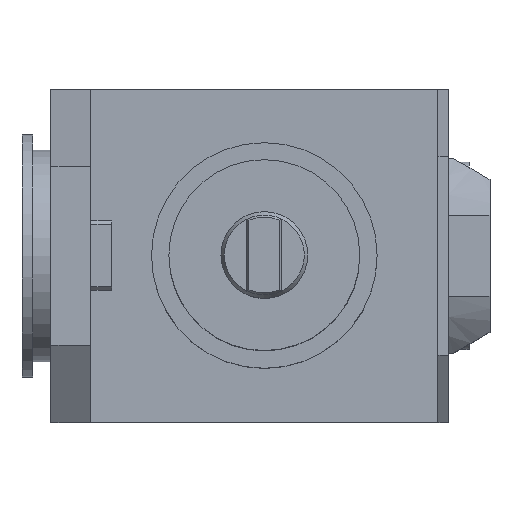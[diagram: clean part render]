
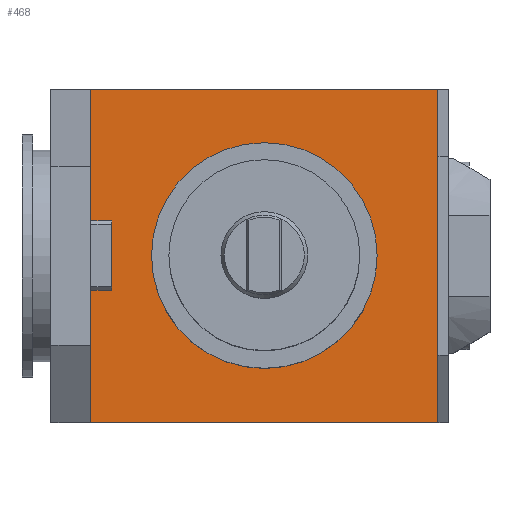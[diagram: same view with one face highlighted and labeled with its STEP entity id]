
A CAD part, top view. The second image highlights one B-rep face of the part: STEP entity #468.
In plain terms, the highlighted planar face has unit normal (0, 0, 1).
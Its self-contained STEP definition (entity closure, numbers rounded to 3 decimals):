
#130=LINE('',#2633,#257);
#149=LINE('',#2707,#276);
#153=LINE('',#2716,#280);
#154=LINE('',#2719,#281);
#155=LINE('',#2721,#282);
#156=LINE('',#2723,#283);
#157=LINE('',#2724,#284);
#158=LINE('',#2726,#285);
#257=VECTOR('',#2097,1.);
#276=VECTOR('',#2184,1.);
#280=VECTOR('',#2194,1.);
#281=VECTOR('',#2195,1.);
#282=VECTOR('',#2196,1.);
#283=VECTOR('',#2197,1.);
#284=VECTOR('',#2198,1.);
#285=VECTOR('',#2199,1.);
#468=ADVANCED_FACE('',(#616,#617),#551,.F.);
#551=PLANE('',#1803);
#616=FACE_BOUND('',#715,.T.);
#617=FACE_BOUND('',#716,.T.);
#715=EDGE_LOOP('',(#1011));
#716=EDGE_LOOP('',(#1012,#1013,#1014,#1015,#1016,#1017,#1018,#1019));
#1011=ORIENTED_EDGE('',*,*,#1513,.T.);
#1012=ORIENTED_EDGE('',*,*,#1514,.F.);
#1013=ORIENTED_EDGE('',*,*,#1515,.T.);
#1014=ORIENTED_EDGE('',*,*,#1516,.F.);
#1015=ORIENTED_EDGE('',*,*,#1517,.F.);
#1016=ORIENTED_EDGE('',*,*,#1509,.T.);
#1017=ORIENTED_EDGE('',*,*,#1476,.T.);
#1018=ORIENTED_EDGE('',*,*,#1518,.F.);
#1019=ORIENTED_EDGE('',*,*,#1519,.T.);
#1303=VERTEX_POINT('',#2632);
#1304=VERTEX_POINT('',#2634);
#1325=VERTEX_POINT('',#2708);
#1326=VERTEX_POINT('',#2715);
#1327=VERTEX_POINT('',#2717);
#1328=VERTEX_POINT('',#2718);
#1329=VERTEX_POINT('',#2720);
#1330=VERTEX_POINT('',#2722);
#1331=VERTEX_POINT('',#2725);
#1476=EDGE_CURVE('',#1304,#1303,#130,.T.);
#1509=EDGE_CURVE('',#1325,#1304,#149,.T.);
#1513=EDGE_CURVE('',#1326,#1326,#1643,.T.);
#1514=EDGE_CURVE('',#1327,#1328,#153,.T.);
#1515=EDGE_CURVE('',#1327,#1329,#154,.T.);
#1516=EDGE_CURVE('',#1330,#1329,#155,.T.);
#1517=EDGE_CURVE('',#1325,#1330,#156,.T.);
#1518=EDGE_CURVE('',#1331,#1303,#157,.T.);
#1519=EDGE_CURVE('',#1331,#1328,#158,.T.);
#1643=CIRCLE('',#1802,32.5);
#1802=AXIS2_PLACEMENT_3D('',#2714,#2192,#2193);
#1803=AXIS2_PLACEMENT_3D('',#2727,#2200,#2201);
#2097=DIRECTION('',(-1.,0.,0.));
#2184=DIRECTION('',(0.,1.,0.));
#2192=DIRECTION('',(0.,0.,-1.));
#2193=DIRECTION('',(0.,-1.,0.));
#2194=DIRECTION('',(0.,1.,0.));
#2195=DIRECTION('',(-1.,0.,0.));
#2196=DIRECTION('',(0.,1.,0.));
#2197=DIRECTION('',(-1.,0.,0.));
#2198=DIRECTION('',(0.,1.,0.));
#2199=DIRECTION('',(1.,0.,0.));
#2200=DIRECTION('',(0.,0.,-1.));
#2201=DIRECTION('',(-1.,0.,0.));
#2632=CARTESIAN_POINT('',(-50.,48.,0.));
#2633=CARTESIAN_POINT('',(53.,48.,0.));
#2634=CARTESIAN_POINT('',(50.,48.,0.));
#2707=CARTESIAN_POINT('',(50.,-154.968,0.));
#2708=CARTESIAN_POINT('',(50.,-48.,0.));
#2714=CARTESIAN_POINT('',(0.,0.,
0.));
#2715=CARTESIAN_POINT('',(0.,-32.5,0.));
#2716=CARTESIAN_POINT('',(-44.,-48.,0.));
#2717=CARTESIAN_POINT('',(-44.,-10.,0.));
#2718=CARTESIAN_POINT('',(-44.,10.,0.));
#2719=CARTESIAN_POINT('',(53.,-10.,0.));
#2720=CARTESIAN_POINT('',(-50.,-10.,0.));
#2721=CARTESIAN_POINT('',(-50.,-154.968,0.));
#2722=CARTESIAN_POINT('',(-50.,-48.,0.));
#2723=CARTESIAN_POINT('',(53.,-48.,0.));
#2724=CARTESIAN_POINT('',(-50.,-154.968,0.));
#2725=CARTESIAN_POINT('',(-50.,10.,0.));
#2726=CARTESIAN_POINT('',(53.,10.,0.));
#2727=CARTESIAN_POINT('',(53.,-48.,0.));
